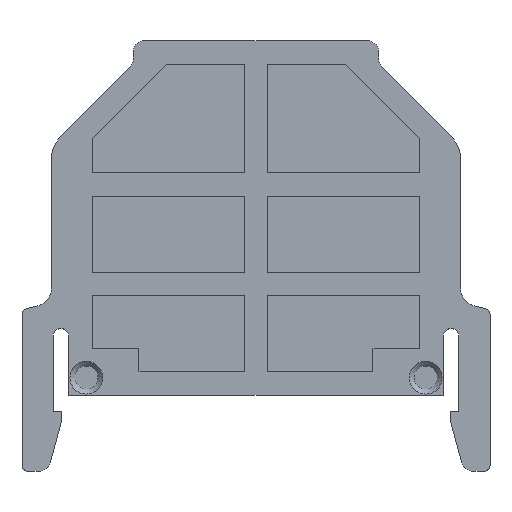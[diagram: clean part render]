
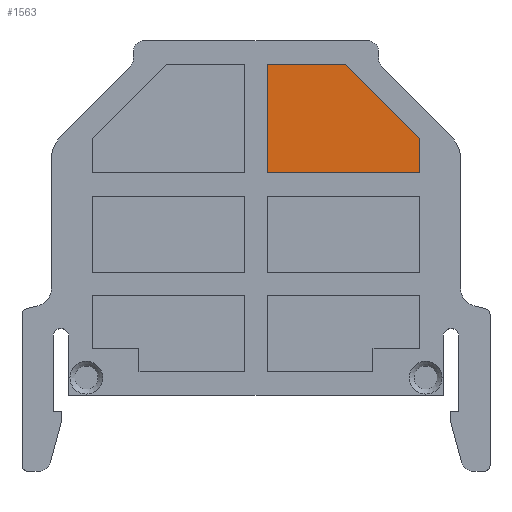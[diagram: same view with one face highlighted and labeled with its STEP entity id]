
A CAD part, top view. The second image highlights one B-rep face of the part: STEP entity #1563.
In plain terms, the highlighted planar face has unit normal (0, 0, 1).
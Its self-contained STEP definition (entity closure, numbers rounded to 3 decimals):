
#91=LINE('',#2398,#273);
#94=LINE('',#2403,#276);
#96=LINE('',#2407,#278);
#98=LINE('',#2411,#280);
#100=LINE('',#2414,#282);
#273=VECTOR('',#1899,13.);
#276=VECTOR('',#1904,2.972);
#278=VECTOR('',#1908,8.95);
#280=VECTOR('',#1912,6.672);
#282=VECTOR('',#1916,9.3);
#409=PLANE('',#1679);
#489=FACE_OUTER_BOUND('',#589,.T.);
#589=EDGE_LOOP('',(#1199,#1200,#1201,#1202,#1203));
#791=VERTEX_POINT('',#2396);
#792=VERTEX_POINT('',#2397);
#793=VERTEX_POINT('',#2402);
#794=VERTEX_POINT('',#2406);
#795=VERTEX_POINT('',#2410);
#945=EDGE_CURVE('',#791,#792,#91,.T.);
#948=EDGE_CURVE('',#792,#793,#94,.T.);
#950=EDGE_CURVE('',#793,#794,#96,.T.);
#952=EDGE_CURVE('',#794,#795,#98,.T.);
#954=EDGE_CURVE('',#795,#791,#100,.T.);
#1199=ORIENTED_EDGE('',*,*,#945,.T.);
#1200=ORIENTED_EDGE('',*,*,#948,.T.);
#1201=ORIENTED_EDGE('',*,*,#950,.T.);
#1202=ORIENTED_EDGE('',*,*,#952,.T.);
#1203=ORIENTED_EDGE('',*,*,#954,.T.);
#1563=ADVANCED_FACE('',(#489),#409,.T.);
#1679=AXIS2_PLACEMENT_3D('',#2415,#1917,#1918);
#1899=DIRECTION('',(1.,0.,0.));
#1904=DIRECTION('',(0.,1.,0.));
#1908=DIRECTION('',(-0.707,0.707,0.));
#1912=DIRECTION('',(-1.,0.,0.));
#1916=DIRECTION('',(0.,-1.,0.));
#1917=DIRECTION('center_axis',(0.,0.,
1.));
#1918=DIRECTION('ref_axis',(1.,0.,0.));
#2396=CARTESIAN_POINT('',(1.,7.1,0.2));
#2397=CARTESIAN_POINT('',(14.,7.1,0.2));
#2398=CARTESIAN_POINT('',(1.,7.1,0.2));
#2402=CARTESIAN_POINT('',(14.,10.072,0.2));
#2403=CARTESIAN_POINT('',(14.,7.1,0.2));
#2406=CARTESIAN_POINT('',(7.672,16.4,0.2));
#2407=CARTESIAN_POINT('',(14.,10.072,0.2));
#2410=CARTESIAN_POINT('',(1.,16.4,0.2));
#2411=CARTESIAN_POINT('',(7.672,16.4,0.2));
#2414=CARTESIAN_POINT('',(1.,16.4,0.2));
#2415=CARTESIAN_POINT('Origin',(6.708,11.126,0.2));
